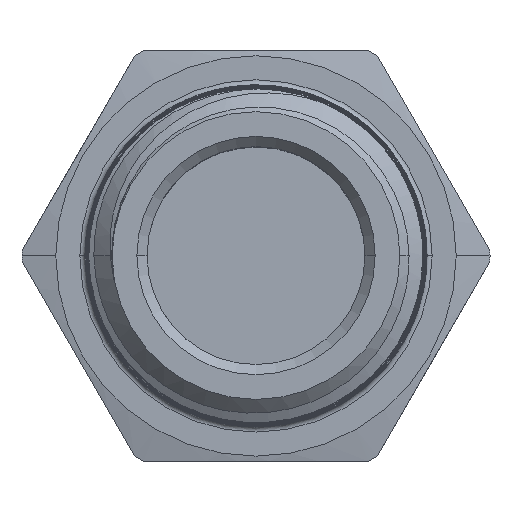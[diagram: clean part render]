
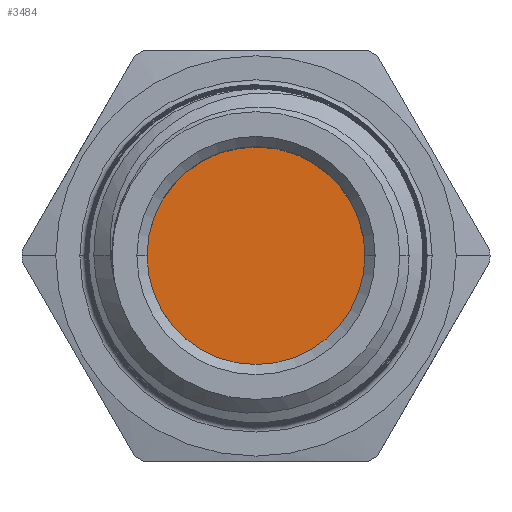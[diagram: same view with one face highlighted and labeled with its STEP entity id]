
A CAD part, top view. The second image highlights one B-rep face of the part: STEP entity #3484.
In plain terms, the highlighted face is planar.
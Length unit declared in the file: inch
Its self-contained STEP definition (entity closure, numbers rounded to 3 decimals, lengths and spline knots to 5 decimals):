
#94 = EDGE_LOOP ( 'NONE', ( #5242, #5243 ) ) ;
#553 = CARTESIAN_POINT ( 'NONE',  ( 0., 0.15, 0. ) ) ;
#554 = DIRECTION ( 'NONE',  ( 0., 1., 0. ) ) ;
#555 = DIRECTION ( 'NONE',  ( 0., 0., 1. ) ) ;
#559 = CARTESIAN_POINT ( 'NONE',  ( 0., 0.15, 0. ) ) ;
#560 = DIRECTION ( 'NONE',  ( 0., 1., 0. ) ) ;
#561 = DIRECTION ( 'NONE',  ( 0., 0., 1. ) ) ;
#2851 = CARTESIAN_POINT ( 'NONE',  ( 0., 0.15, 0.215 ) ) ;
#2858 = CARTESIAN_POINT ( 'NONE',  ( 0., 0.15, -0.215 ) ) ;
#3484 = ADVANCED_FACE ( 'NONE', ( #4511 ), #4160, .T. ) ;
#3510 = AXIS2_PLACEMENT_3D ( 'NONE', #4158, #4162, #4163 ) ;
#3519 = AXIS2_PLACEMENT_3D ( 'NONE', #553, #554, #555 ) ;
#3521 = AXIS2_PLACEMENT_3D ( 'NONE', #559, #560, #561 ) ;
#3936 = EDGE_CURVE ( 'NONE', #4368, #4364, #4544, .T. ) ;
#3939 = EDGE_CURVE ( 'NONE', #4364, #4368, #4548, .T. ) ;
#4158 = CARTESIAN_POINT ( 'NONE',  ( 0., 0.15, 0. ) ) ;
#4160 = PLANE ( 'NONE',  #3510 ) ;
#4162 = DIRECTION ( 'NONE',  ( 0., 1., 0. ) ) ;
#4163 = DIRECTION ( 'NONE',  ( 0., 0., 1. ) ) ;
#4364 = VERTEX_POINT ( 'NONE', #2858 ) ;
#4368 = VERTEX_POINT ( 'NONE', #2851 ) ;
#4511 = FACE_OUTER_BOUND ( 'NONE', #94, .T. ) ;
#4544 = CIRCLE ( 'NONE', #3519, 0.215 ) ;
#4548 = CIRCLE ( 'NONE', #3521, 0.215 ) ;
#5242 = ORIENTED_EDGE ( 'NONE', *, *, #3939, .T. ) ;
#5243 = ORIENTED_EDGE ( 'NONE', *, *, #3936, .T. ) ;
